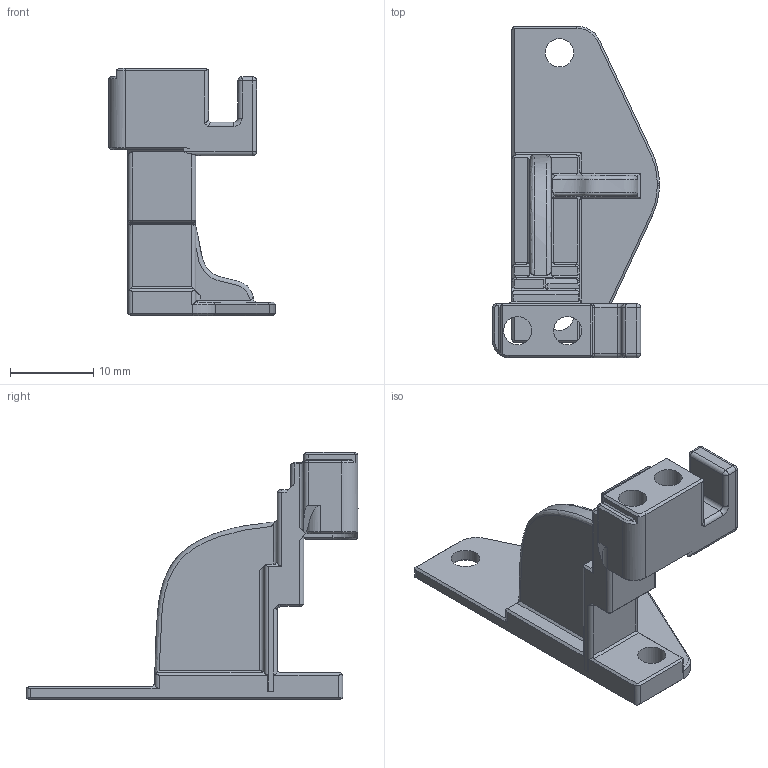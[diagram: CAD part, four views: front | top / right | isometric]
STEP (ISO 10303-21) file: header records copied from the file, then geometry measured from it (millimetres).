
FILE_DESCRIPTION(/* description */ ('','CAx-IF Rec.Pracs.---Representation and Presentation of Product Manufacturing Information (PMI)---4.0---2014-10-13'),/* implementation_level */ '2;1');
FILE_NAME(/* name */ 'beacon_mount v7.step',/* time_stamp */ '2025-02-12T08:57:22-06:00',/* author */ (''),/* organization */ (''),/* preprocessor_version */ 'ST-DEVELOPER v20',/* originating_system */ 'Autodesk Translation Framework v13.20.0.188',/* authorisation */ '');
FILE_SCHEMA (('AP242_MANAGED_MODEL_BASED_3D_ENGINEERING_MIM_LF { 1 0 10303 442 1 1 4 }'));
Length unit declared in the file: inch
Products named in the file (1): beacon_mount_proper
Bounding box: 20.02 x 39.84 x 29.66 mm (x, y, z)
Volume: 3139.5 mm3; surface area: 3068.4 mm2
Topology: 1 solids, 1 shells, 231 faces, 626 edges, 390 vertices
Faces by surface type: plane 126, cylinder 56, cone 26, bspline 21, torus 2
Full cylindrical faces by diameter (mm): 3.4 x4
Entity records: 8326 total; most frequent: CARTESIAN_POINT 2642, ORIENTED_EDGE 1238, DIRECTION 1108, EDGE_CURVE 619, VERTEX_POINT 390, LINE 374, VECTOR 374, AXIS2_PLACEMENT_3D 367
